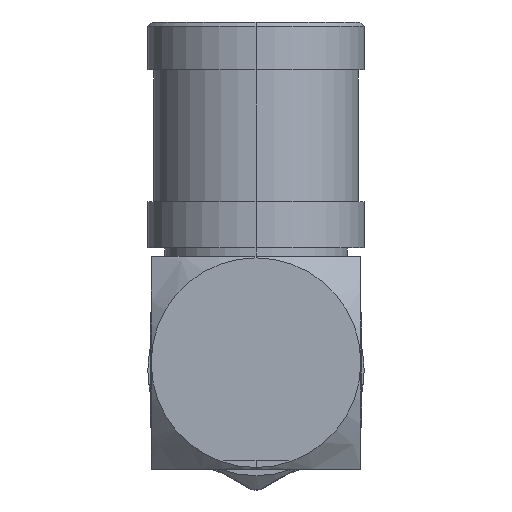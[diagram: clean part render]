
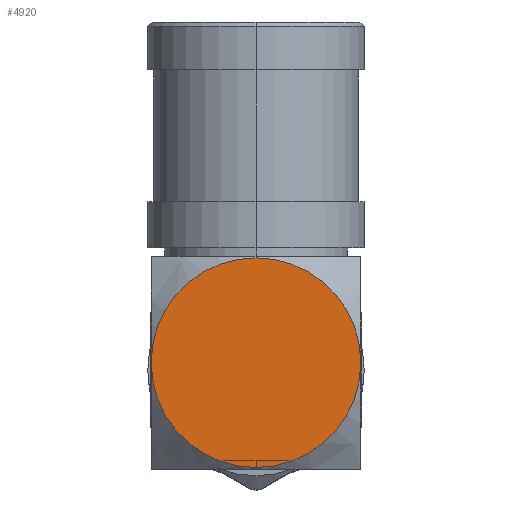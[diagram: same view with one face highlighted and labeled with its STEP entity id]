
A CAD part, top view. The second image highlights one B-rep face of the part: STEP entity #4920.
In plain terms, the highlighted face is planar.
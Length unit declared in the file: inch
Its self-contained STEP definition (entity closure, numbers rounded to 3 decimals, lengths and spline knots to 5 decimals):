
#34 = DIRECTION ( 'NONE',  ( 1., 0., 0. ) ) ;
#375 = EDGE_LOOP ( 'NONE', ( #7735, #9267, #2061 ) ) ;
#581 = CIRCLE ( 'NONE', #1615, 0.124 ) ;
#1157 = CARTESIAN_POINT ( 'NONE',  ( -0.124, 0.124, 0. ) ) ;
#1527 = VERTEX_POINT ( 'NONE', #3632 ) ;
#1615 = AXIS2_PLACEMENT_3D ( 'NONE', #12761, #34, #8399 ) ;
#2061 = ORIENTED_EDGE ( 'NONE', *, *, #12085, .F. ) ;
#2195 = CARTESIAN_POINT ( 'NONE',  ( -0.124, 0., 0. ) ) ;
#2558 = CARTESIAN_POINT ( 'NONE',  ( -0.124, -0.124, 0.126 ) ) ;
#2926 = CIRCLE ( 'NONE', #10141, 0.124 ) ;
#2956 = DIRECTION ( 'NONE',  ( 1., 0., 0. ) ) ;
#3269 = DIRECTION ( 'NONE',  ( 0., 0., 1. ) ) ;
#3632 = CARTESIAN_POINT ( 'NONE',  ( -0.124, 0., 0.124 ) ) ;
#4174 = AXIS2_PLACEMENT_3D ( 'NONE', #2558, #13290, #6946 ) ;
#4920 = ADVANCED_FACE ( 'NONE', ( #7477 ), #9940, .F. ) ;
#5786 = EDGE_CURVE ( 'NONE', #7285, #6999, #2926, .T. ) ;
#6946 = DIRECTION ( 'NONE',  ( 0., 0., -1. ) ) ;
#6999 = VERTEX_POINT ( 'NONE', #10090 ) ;
#7211 = CARTESIAN_POINT ( 'NONE',  ( -0.124, 0., 0. ) ) ;
#7269 = EDGE_CURVE ( 'NONE', #7285, #1527, #581, .T. ) ;
#7285 = VERTEX_POINT ( 'NONE', #1157 ) ;
#7477 = FACE_OUTER_BOUND ( 'NONE', #375, .T. ) ;
#7735 = ORIENTED_EDGE ( 'NONE', *, *, #7269, .F. ) ;
#8399 = DIRECTION ( 'NONE',  ( 0., 0., -1. ) ) ;
#8708 = AXIS2_PLACEMENT_3D ( 'NONE', #7211, #2956, #13615 ) ;
#9267 = ORIENTED_EDGE ( 'NONE', *, *, #5786, .T. ) ;
#9618 = DIRECTION ( 'NONE',  ( -1., 0., 0. ) ) ;
#9940 = PLANE ( 'NONE',  #4174 ) ;
#10090 = CARTESIAN_POINT ( 'NONE',  ( -0.124, -0.124, 0. ) ) ;
#10141 = AXIS2_PLACEMENT_3D ( 'NONE', #2195, #9618, #3269 ) ;
#10649 = CIRCLE ( 'NONE', #8708, 0.124 ) ;
#12085 = EDGE_CURVE ( 'NONE', #1527, #6999, #10649, .T. ) ;
#12761 = CARTESIAN_POINT ( 'NONE',  ( -0.124, 0., 0. ) ) ;
#13290 = DIRECTION ( 'NONE',  ( 1., 0., 0. ) ) ;
#13615 = DIRECTION ( 'NONE',  ( 0., 0., -1. ) ) ;
